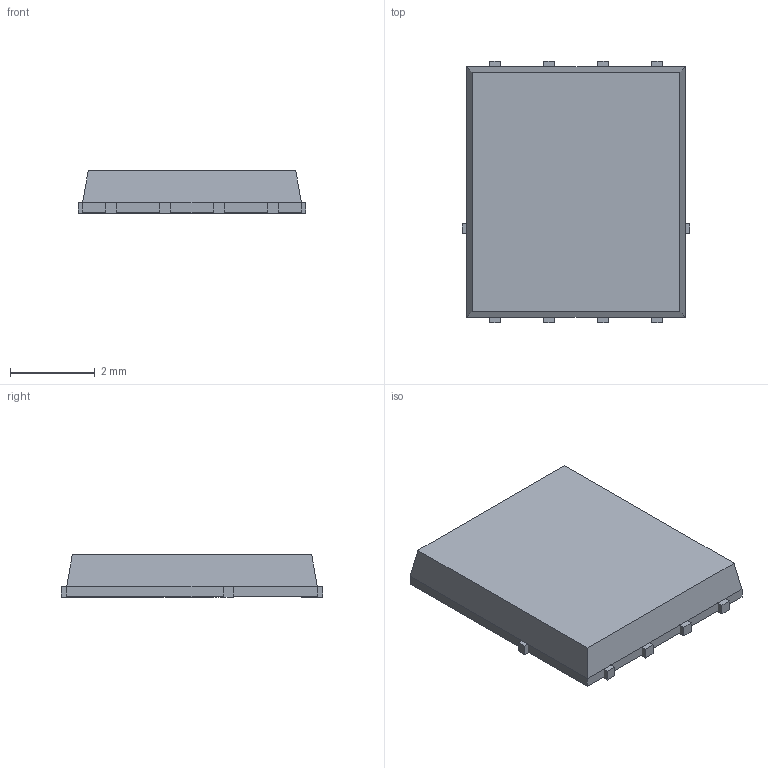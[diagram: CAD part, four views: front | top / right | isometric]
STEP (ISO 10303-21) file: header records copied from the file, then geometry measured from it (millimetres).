
FILE_DESCRIPTION (( 'STEP AP214' ), '1' );
FILE_NAME ('8C8B7081-5ACB-4714-A620-0B005E88A0A3.STEP', '2024-08-03T03:06:03', ( '' ), ( '' ), 'SwSTEP 2.0', 'SolidWorks 2022', '' );
FILE_SCHEMA (( 'AUTOMOTIVE_DESIGN' ));
Length unit declared in the file: millimetre
Products named in the file (1): 8C8B7081-5ACB-4714-A620-0B005E88A0A3
Bounding box: 5.35 x 6.15 x 1 mm (x, y, z)
Volume: 32.9 mm3; surface area: 123.7 mm2
Topology: 2 solids, 2 shells, 74 faces, 206 edges, 136 vertices
Faces by surface type: plane 66, cylinder 8
Entity records: 3191 total; most frequent: CARTESIAN_POINT 417, ORIENTED_EDGE 412, DIRECTION 372, EDGE_CURVE 206, VECTOR 190, LINE 190, VERTEX_POINT 136, AXIS2_PLACEMENT_3D 91
